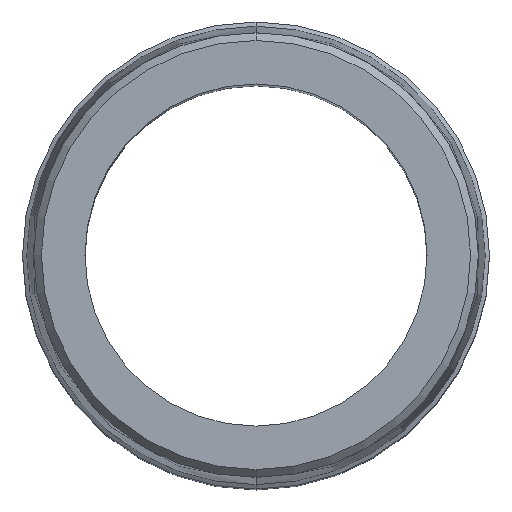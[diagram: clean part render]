
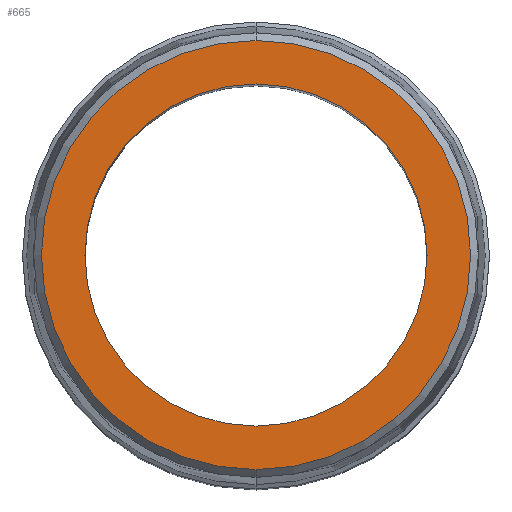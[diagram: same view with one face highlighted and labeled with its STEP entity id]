
A CAD part, top view. The second image highlights one B-rep face of the part: STEP entity #665.
In plain terms, the highlighted planar face has unit normal (0, 0, 1).
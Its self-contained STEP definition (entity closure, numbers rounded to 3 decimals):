
#30 = CARTESIAN_POINT ( 'NONE',  ( 0., 6.3, 0. ) ) ;
#31 = CARTESIAN_POINT ( 'NONE',  ( 0., -6.3, 0. ) ) ;
#99 = DIRECTION ( 'NONE',  ( 0., 1., 0. ) ) ;
#100 = DIRECTION ( 'NONE',  ( 0., 0., -1. ) ) ;
#101 = AXIS2_PLACEMENT_3D ( 'NONE', #103, #100, #99 ) ;
#103 = CARTESIAN_POINT ( 'NONE',  ( 0., 8.6, 0. ) ) ;
#104 = PLANE ( 'NONE',  #101 ) ;
#105 = FACE_OUTER_BOUND ( 'NONE', #659, .T. ) ;
#106 = FACE_BOUND ( 'NONE', #666, .T. ) ;
#154 = DIRECTION ( 'NONE',  ( 0., -1., 0. ) ) ;
#155 = DIRECTION ( 'NONE',  ( 0., 0., 1. ) ) ;
#156 = AXIS2_PLACEMENT_3D ( 'NONE', #163, #155, #154 ) ;
#157 = CIRCLE ( 'NONE', #156, 7.902 ) ;
#159 = DIRECTION ( 'NONE',  ( 0., 1., 0. ) ) ;
#160 = DIRECTION ( 'NONE',  ( 0., 0., -1. ) ) ;
#161 = AXIS2_PLACEMENT_3D ( 'NONE', #185, #160, #159 ) ;
#162 = CIRCLE ( 'NONE', #161, 6.3 ) ;
#163 = CARTESIAN_POINT ( 'NONE',  ( 0., 0., 0. ) ) ;
#185 = CARTESIAN_POINT ( 'NONE',  ( 0., 0., 0. ) ) ;
#232 = CARTESIAN_POINT ( 'NONE',  ( 0., 7.902, 0. ) ) ;
#233 = DIRECTION ( 'NONE',  ( 0., -1., 0. ) ) ;
#234 = DIRECTION ( 'NONE',  ( 0., 0., 1. ) ) ;
#235 = CARTESIAN_POINT ( 'NONE',  ( 0., 0., 0. ) ) ;
#236 = AXIS2_PLACEMENT_3D ( 'NONE', #235, #234, #233 ) ;
#244 = CIRCLE ( 'NONE', #236, 7.902 ) ;
#259 = CARTESIAN_POINT ( 'NONE',  ( 0., -7.902, 0. ) ) ;
#273 = DIRECTION ( 'NONE',  ( 0., 1., 0. ) ) ;
#274 = DIRECTION ( 'NONE',  ( 0., 0., -1. ) ) ;
#275 = CARTESIAN_POINT ( 'NONE',  ( 0., 0., 0. ) ) ;
#276 = AXIS2_PLACEMENT_3D ( 'NONE', #275, #274, #273 ) ;
#277 = CIRCLE ( 'NONE', #276, 6.3 ) ;
#592 = VERTEX_POINT ( 'NONE', #31 ) ;
#593 = VERTEX_POINT ( 'NONE', #30 ) ;
#656 = ORIENTED_EDGE ( 'NONE', *, *, #657, .T. ) ;
#657 = EDGE_CURVE ( 'NONE', #593, #592, #162, .T. ) ;
#658 = ORIENTED_EDGE ( 'NONE', *, *, #747, .T. ) ;
#659 = EDGE_LOOP ( 'NONE', ( #660, #662 ) ) ;
#660 = ORIENTED_EDGE ( 'NONE', *, *, #661, .T. ) ;
#661 = EDGE_CURVE ( 'NONE', #730, #731, #157, .T. ) ;
#662 = ORIENTED_EDGE ( 'NONE', *, *, #729, .T. ) ;
#665 = ADVANCED_FACE ( 'NONE', ( #106, #105 ), #104, .F. ) ;
#666 = EDGE_LOOP ( 'NONE', ( #656, #658 ) ) ;
#729 = EDGE_CURVE ( 'NONE', #731, #730, #244, .T. ) ;
#730 = VERTEX_POINT ( 'NONE', #232 ) ;
#731 = VERTEX_POINT ( 'NONE', #259 ) ;
#747 = EDGE_CURVE ( 'NONE', #592, #593, #277, .T. ) ;
